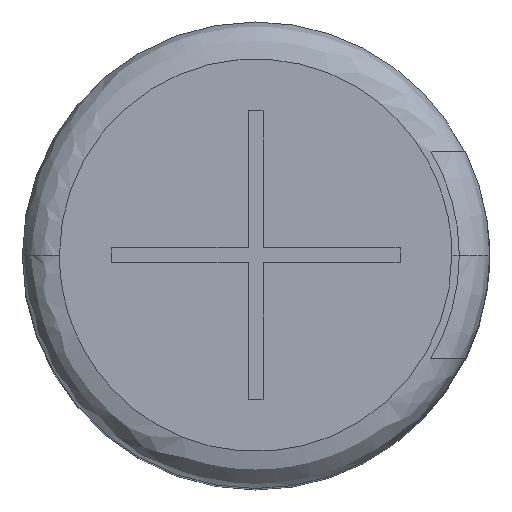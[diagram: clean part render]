
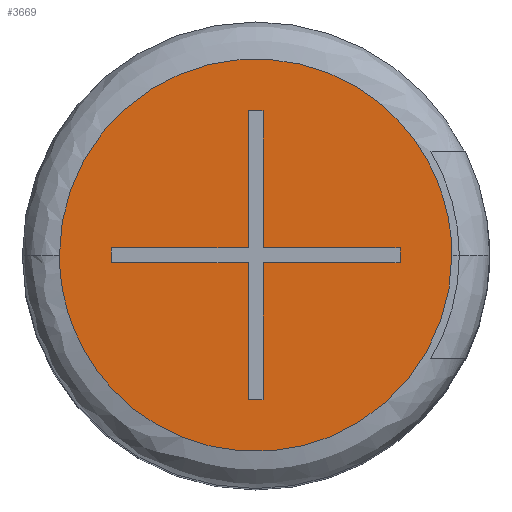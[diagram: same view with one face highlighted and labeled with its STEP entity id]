
A CAD part, top view. The second image highlights one B-rep face of the part: STEP entity #3669.
In plain terms, the highlighted planar face has unit normal (0, 0, 1).
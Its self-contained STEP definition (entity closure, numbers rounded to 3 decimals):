
#95 = CARTESIAN_POINT ( 'NONE',  ( 0.1, -0.1, 12.5 ) ) ;
#108 = CARTESIAN_POINT ( 'NONE',  ( 0., 0.1, 12.5 ) ) ;
#118 = CARTESIAN_POINT ( 'NONE',  ( 0.1, 0.1, 12.5 ) ) ;
#168 = ORIENTED_EDGE ( 'NONE', *, *, #1289, .F. ) ;
#173 = LINE ( 'NONE', #1711, #470 ) ;
#174 = CARTESIAN_POINT ( 'NONE',  ( -0.1, 1.95, 12.5 ) ) ;
#178 = DIRECTION ( 'NONE',  ( 0., 1., 0. ) ) ;
#190 = DIRECTION ( 'NONE',  ( 0., 1., 0. ) ) ;
#213 = ORIENTED_EDGE ( 'NONE', *, *, #339, .F. ) ;
#252 = CARTESIAN_POINT ( 'NONE',  ( -2.65, 5.3, 12.5 ) ) ;
#258 = VECTOR ( 'NONE', #1417, 1000. ) ;
#339 = EDGE_CURVE ( 'NONE', #2690, #2260, #846, .T. ) ;
#341 = CARTESIAN_POINT ( 'NONE',  ( 1.95, 0., 12.5 ) ) ;
#364 = LINE ( 'NONE', #341, #1635 ) ;
#424 = ORIENTED_EDGE ( 'NONE', *, *, #2489, .F. ) ;
#464 = CARTESIAN_POINT ( 'NONE',  ( -2.65, 0., 12.5 ) ) ;
#470 = VECTOR ( 'NONE', #3161, 1000. ) ;
#483 = CARTESIAN_POINT ( 'NONE',  ( 0., 1.95, 12.5 ) ) ;
#517 = LINE ( 'NONE', #483, #3913 ) ;
#545 = VERTEX_POINT ( 'NONE', #1870 ) ;
#623 = LINE ( 'NONE', #3970, #3294 ) ;
#678 =( BOUNDED_CURVE ( )  B_SPLINE_CURVE ( 3, ( #1119, #2102, #1529, #883 ),
 .UNSPECIFIED., .F., .T. ) 
 B_SPLINE_CURVE_WITH_KNOTS ( ( 4, 4 ),
 ( 0., 0.5 ),
 .UNSPECIFIED. ) 
 CURVE ( )  GEOMETRIC_REPRESENTATION_ITEM ( )  RATIONAL_B_SPLINE_CURVE ( ( 1., 0.333, 0.333, 1. ) ) 
 REPRESENTATION_ITEM ( '' )  );
#755 = LINE ( 'NONE', #2007, #3247 ) ;
#810 = FACE_BOUND ( 'NONE', #2601, .T. ) ;
#838 = VECTOR ( 'NONE', #2832, 1000. ) ;
#846 = LINE ( 'NONE', #2427, #258 ) ;
#883 = CARTESIAN_POINT ( 'NONE',  ( -2.65, 0., 12.5 ) ) ;
#895 = CARTESIAN_POINT ( 'NONE',  ( -0.1, 0., 12.5 ) ) ;
#904 = ORIENTED_EDGE ( 'NONE', *, *, #3348, .F. ) ;
#946 = EDGE_CURVE ( 'NONE', #3951, #3945, #678, .T. ) ;
#974 = EDGE_CURVE ( 'NONE', #3076, #2456, #623, .T. ) ;
#993 = DIRECTION ( 'NONE',  ( 1., 0., 0. ) ) ;
#1056 = ORIENTED_EDGE ( 'NONE', *, *, #1419, .F. ) ;
#1069 = VERTEX_POINT ( 'NONE', #2563 ) ;
#1072 = ORIENTED_EDGE ( 'NONE', *, *, #1444, .F. ) ;
#1119 = CARTESIAN_POINT ( 'NONE',  ( 2.65, 0., 12.5 ) ) ;
#1180 = DIRECTION ( 'NONE',  ( 0., -1., 0. ) ) ;
#1188 = DIRECTION ( 'NONE',  ( 0., 1., 0. ) ) ;
#1190 = CARTESIAN_POINT ( 'NONE',  ( 0., 0., 12.5 ) ) ;
#1211 = CARTESIAN_POINT ( 'NONE',  ( 0., -0.1, 12.5 ) ) ;
#1221 = CARTESIAN_POINT ( 'NONE',  ( -0.1, -0.1, 12.5 ) ) ;
#1287 = LINE ( 'NONE', #1620, #838 ) ;
#1289 = EDGE_CURVE ( 'NONE', #2456, #2336, #2493, .T. ) ;
#1339 = CARTESIAN_POINT ( 'NONE',  ( -1.95, -0.1, 12.5 ) ) ;
#1417 = DIRECTION ( 'NONE',  ( 1., 0., 0. ) ) ;
#1419 = EDGE_CURVE ( 'NONE', #1921, #2431, #3199, .T. ) ;
#1425 = CARTESIAN_POINT ( 'NONE',  ( 1.95, -0.1, 12.5 ) ) ;
#1444 = EDGE_CURVE ( 'NONE', #545, #1069, #1287, .T. ) ;
#1470 = DIRECTION ( 'NONE',  ( 0., 0., -1. ) ) ;
#1500 = AXIS2_PLACEMENT_3D ( 'NONE', #1190, #1470, #190 ) ;
#1506 = CARTESIAN_POINT ( 'NONE',  ( -1.95, 0.1, 12.5 ) ) ;
#1515 = VERTEX_POINT ( 'NONE', #2787 ) ;
#1529 = CARTESIAN_POINT ( 'NONE',  ( -2.65, -5.3, 12.5 ) ) ;
#1536 = LINE ( 'NONE', #3117, #2541 ) ;
#1620 = CARTESIAN_POINT ( 'NONE',  ( 0., -1.95, 12.5 ) ) ;
#1635 = VECTOR ( 'NONE', #3723, 1000. ) ;
#1711 = CARTESIAN_POINT ( 'NONE',  ( 0., 0.1, 12.5 ) ) ;
#1771 = VECTOR ( 'NONE', #1774, 1000. ) ;
#1774 = DIRECTION ( 'NONE',  ( 0., -1., 0. ) ) ;
#1783 = EDGE_LOOP ( 'NONE', ( #2030, #3014 ) ) ;
#1818 = CARTESIAN_POINT ( 'NONE',  ( -2.65, 0., 12.5 ) ) ;
#1870 = CARTESIAN_POINT ( 'NONE',  ( -0.1, -1.95, 12.5 ) ) ;
#1921 = VERTEX_POINT ( 'NONE', #3218 ) ;
#1968 = CARTESIAN_POINT ( 'NONE',  ( 0.1, 1.95, 12.5 ) ) ;
#2007 = CARTESIAN_POINT ( 'NONE',  ( 0.1, 0., 12.5 ) ) ;
#2030 = ORIENTED_EDGE ( 'NONE', *, *, #946, .F. ) ;
#2084 = VECTOR ( 'NONE', #2416, 1000. ) ;
#2102 = CARTESIAN_POINT ( 'NONE',  ( 2.65, -5.3, 12.5 ) ) ;
#2116 = CARTESIAN_POINT ( 'NONE',  ( 2.65, 0., 12.5 ) ) ;
#2170 = ORIENTED_EDGE ( 'NONE', *, *, #2316, .F. ) ;
#2214 = VECTOR ( 'NONE', #3523, 1000. ) ;
#2260 = VERTEX_POINT ( 'NONE', #1425 ) ;
#2271 = EDGE_CURVE ( 'NONE', #3945, #3951, #3732, .T. ) ;
#2316 = EDGE_CURVE ( 'NONE', #2260, #1921, #364, .T. ) ;
#2325 = ORIENTED_EDGE ( 'NONE', *, *, #4005, .F. ) ;
#2336 = VERTEX_POINT ( 'NONE', #1221 ) ;
#2373 = LINE ( 'NONE', #3609, #2084 ) ;
#2378 = CARTESIAN_POINT ( 'NONE',  ( 2.65, 5.3, 12.5 ) ) ;
#2380 = EDGE_CURVE ( 'NONE', #2431, #3200, #755, .T. ) ;
#2416 = DIRECTION ( 'NONE',  ( 0., -1., 0. ) ) ;
#2427 = CARTESIAN_POINT ( 'NONE',  ( 0., -0.1, 12.5 ) ) ;
#2431 = VERTEX_POINT ( 'NONE', #118 ) ;
#2456 = VERTEX_POINT ( 'NONE', #1339 ) ;
#2489 = EDGE_CURVE ( 'NONE', #2844, #1515, #2373, .T. ) ;
#2493 = LINE ( 'NONE', #1211, #2596 ) ;
#2541 = VECTOR ( 'NONE', #1188, 1000. ) ;
#2563 = CARTESIAN_POINT ( 'NONE',  ( 0.1, -1.95, 12.5 ) ) ;
#2596 = VECTOR ( 'NONE', #993, 1000. ) ;
#2601 = EDGE_LOOP ( 'NONE', ( #213, #3113, #1072, #904, #168, #3538, #2995, #424, #2325, #3881, #1056, #2170 ) ) ;
#2671 = LINE ( 'NONE', #895, #1771 ) ;
#2680 = DIRECTION ( 'NONE',  ( -1., 0., 0. ) ) ;
#2690 = VERTEX_POINT ( 'NONE', #95 ) ;
#2787 = CARTESIAN_POINT ( 'NONE',  ( -0.1, 0.1, 12.5 ) ) ;
#2832 = DIRECTION ( 'NONE',  ( 1., 0., 0. ) ) ;
#2844 = VERTEX_POINT ( 'NONE', #174 ) ;
#2900 = EDGE_CURVE ( 'NONE', #1069, #2690, #1536, .T. ) ;
#2939 = CARTESIAN_POINT ( 'NONE',  ( 2.65, 0., 12.5 ) ) ;
#2995 = ORIENTED_EDGE ( 'NONE', *, *, #3949, .F. ) ;
#3014 = ORIENTED_EDGE ( 'NONE', *, *, #2271, .F. ) ;
#3032 = PLANE ( 'NONE',  #1500 ) ;
#3076 = VERTEX_POINT ( 'NONE', #1506 ) ;
#3113 = ORIENTED_EDGE ( 'NONE', *, *, #2900, .F. ) ;
#3117 = CARTESIAN_POINT ( 'NONE',  ( 0.1, 0., 12.5 ) ) ;
#3161 = DIRECTION ( 'NONE',  ( -1., 0., 0. ) ) ;
#3199 = LINE ( 'NONE', #108, #2214 ) ;
#3200 = VERTEX_POINT ( 'NONE', #1968 ) ;
#3218 = CARTESIAN_POINT ( 'NONE',  ( 1.95, 0.1, 12.5 ) ) ;
#3247 = VECTOR ( 'NONE', #178, 1000. ) ;
#3294 = VECTOR ( 'NONE', #1180, 1000. ) ;
#3348 = EDGE_CURVE ( 'NONE', #2336, #545, #2671, .T. ) ;
#3523 = DIRECTION ( 'NONE',  ( -1., 0., 0. ) ) ;
#3538 = ORIENTED_EDGE ( 'NONE', *, *, #974, .F. ) ;
#3609 = CARTESIAN_POINT ( 'NONE',  ( -0.1, 0., 12.5 ) ) ;
#3649 = FACE_OUTER_BOUND ( 'NONE', #1783, .T. ) ;
#3669 = ADVANCED_FACE ( 'NONE', ( #810, #3649 ), #3032, .F. ) ;
#3723 = DIRECTION ( 'NONE',  ( 0., 1., 0. ) ) ;
#3732 =( BOUNDED_CURVE ( )  B_SPLINE_CURVE ( 3, ( #1818, #252, #2378, #2116 ),
 .UNSPECIFIED., .F., .T. ) 
 B_SPLINE_CURVE_WITH_KNOTS ( ( 4, 4 ),
 ( 0.5, 1. ),
 .UNSPECIFIED. ) 
 CURVE ( )  GEOMETRIC_REPRESENTATION_ITEM ( )  RATIONAL_B_SPLINE_CURVE ( ( 1., 0.333, 0.333, 1. ) ) 
 REPRESENTATION_ITEM ( '' )  );
#3881 = ORIENTED_EDGE ( 'NONE', *, *, #2380, .F. ) ;
#3913 = VECTOR ( 'NONE', #2680, 1000. ) ;
#3945 = VERTEX_POINT ( 'NONE', #464 ) ;
#3949 = EDGE_CURVE ( 'NONE', #1515, #3076, #173, .T. ) ;
#3951 = VERTEX_POINT ( 'NONE', #2939 ) ;
#3970 = CARTESIAN_POINT ( 'NONE',  ( -1.95, 0., 12.5 ) ) ;
#4005 = EDGE_CURVE ( 'NONE', #3200, #2844, #517, .T. ) ;
